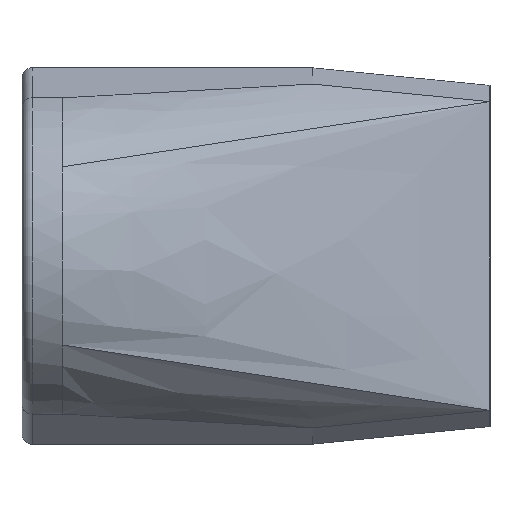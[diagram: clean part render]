
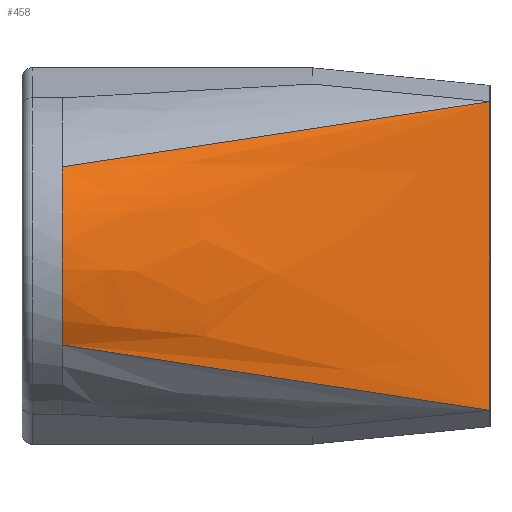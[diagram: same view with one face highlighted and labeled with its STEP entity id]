
A CAD part, left-side view. The second image highlights one B-rep face of the part: STEP entity #458.
In plain terms, the highlighted free-form (B-spline) face has degree [3, 3] with [6, 4] control points.
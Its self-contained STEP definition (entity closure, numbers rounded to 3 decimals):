
#25=B_SPLINE_SURFACE_WITH_KNOTS('',3,3,((#993,#994,#995,#996),(#997,#998,
#999,#1000),(#1001,#1002,#1003,#1004),(#1005,#1006,#1007,#1008),(#1009,
#1010,#1011,#1012),(#1013,#1014,#1015,#1016)),.UNSPECIFIED.,.F.,.F.,.F.,
(4,1,1,4),(4,4),(0.,0.286,0.571,1.),(0.,1.),
 .UNSPECIFIED.);
#43=CIRCLE('',#500,34.078);
#73=FACE_OUTER_BOUND('',#100,.T.);
#100=EDGE_LOOP('',(#401,#402,#403,#404));
#150=LINE('',#992,#186);
#151=LINE('',#1018,#187);
#152=LINE('',#1019,#188);
#186=VECTOR('',#624,89.066);
#187=VECTOR('',#625,10.);
#188=VECTOR('',#626,89.053);
#213=VERTEX_POINT('',#729);
#214=VERTEX_POINT('',#731);
#230=VERTEX_POINT('',#985);
#231=VERTEX_POINT('',#1017);
#258=EDGE_CURVE('',#213,#214,#43,.T.);
#290=EDGE_CURVE('',#213,#230,#150,.T.);
#291=EDGE_CURVE('',#231,#230,#151,.T.);
#292=EDGE_CURVE('',#214,#231,#152,.T.);
#401=ORIENTED_EDGE('',*,*,#258,.F.);
#402=ORIENTED_EDGE('',*,*,#290,.T.);
#403=ORIENTED_EDGE('',*,*,#291,.F.);
#404=ORIENTED_EDGE('',*,*,#292,.F.);
#458=ADVANCED_FACE('',(#73),#25,.F.);
#500=AXIS2_PLACEMENT_3D('',#732,#565,#566);
#565=DIRECTION('center_axis',(0.,1.,0.));
#566=DIRECTION('ref_axis',(-0.381,0.,-0.924));
#624=DIRECTION('',(0.248,-0.958,-0.146));
#625=DIRECTION('',(0.,0.,-1.));
#626=DIRECTION('',(0.248,-0.958,0.146));
#729=CARTESIAN_POINT('',(-29.097,74.668,-17.74));
#731=CARTESIAN_POINT('',(-29.071,74.668,17.782));
#732=CARTESIAN_POINT('Origin',(0.,74.668,0.));
#985=CARTESIAN_POINT('',(-7.,-10.624,-30.77));
#992=CARTESIAN_POINT('',(-29.097,74.668,-17.74));
#993=CARTESIAN_POINT('Ctrl Pts',(-29.097,74.668,-17.74));
#994=CARTESIAN_POINT('Ctrl Pts',(-21.731,46.237,-22.083));
#995=CARTESIAN_POINT('Ctrl Pts',(-14.366,17.806,-26.426));
#996=CARTESIAN_POINT('Ctrl Pts',(-7.,-10.624,-30.77));
#997=CARTESIAN_POINT('Ctrl Pts',(-30.949,74.668,-14.701));
#998=CARTESIAN_POINT('Ctrl Pts',(-22.965,46.237,-18.104));
#999=CARTESIAN_POINT('Ctrl Pts',(-14.984,17.806,-21.506));
#1000=CARTESIAN_POINT('Ctrl Pts',(-7.,-10.624,-24.909));
#1001=CARTESIAN_POINT('Ctrl Pts',(-33.69,74.668,-8.041));
#1002=CARTESIAN_POINT('Ctrl Pts',(-24.793,46.237,-9.757));
#1003=CARTESIAN_POINT('Ctrl Pts',(-15.897,17.806,-11.472));
#1004=CARTESIAN_POINT('Ctrl Pts',(-7.,-10.624,-13.187));
#1005=CARTESIAN_POINT('Ctrl Pts',(-34.676,74.668,4.533));
#1006=CARTESIAN_POINT('Ctrl Pts',(-25.451,46.237,5.464));
#1007=CARTESIAN_POINT('Ctrl Pts',(-16.225,17.806,6.394));
#1008=CARTESIAN_POINT('Ctrl Pts',(-7.,-10.624,7.325));
#1009=CARTESIAN_POINT('Ctrl Pts',(-31.856,74.668,13.228));
#1010=CARTESIAN_POINT('Ctrl Pts',(-23.568,46.237,16.144));
#1011=CARTESIAN_POINT('Ctrl Pts',(-15.288,17.806,19.062));
#1012=CARTESIAN_POINT('Ctrl Pts',(-7.,-10.624,21.978));
#1013=CARTESIAN_POINT('Ctrl Pts',(-29.071,74.668,17.782));
#1014=CARTESIAN_POINT('Ctrl Pts',(-21.714,46.237,22.111));
#1015=CARTESIAN_POINT('Ctrl Pts',(-14.357,17.806,26.44));
#1016=CARTESIAN_POINT('Ctrl Pts',(-7.,-10.624,30.769));
#1017=CARTESIAN_POINT('',(-7.,-10.624,30.769));
#1018=CARTESIAN_POINT('',(-7.,-10.624,-6.53));
#1019=CARTESIAN_POINT('',(-29.071,74.668,17.782));
